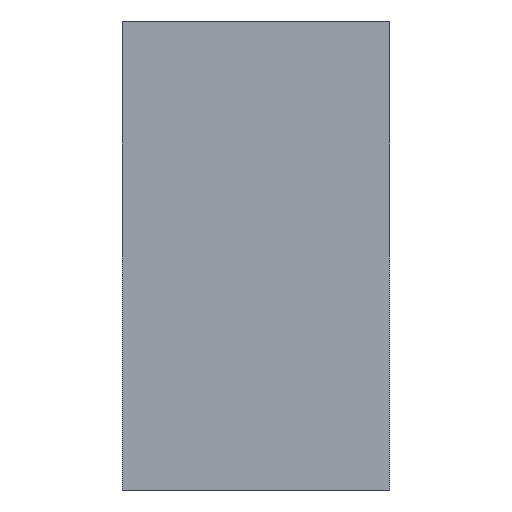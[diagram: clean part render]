
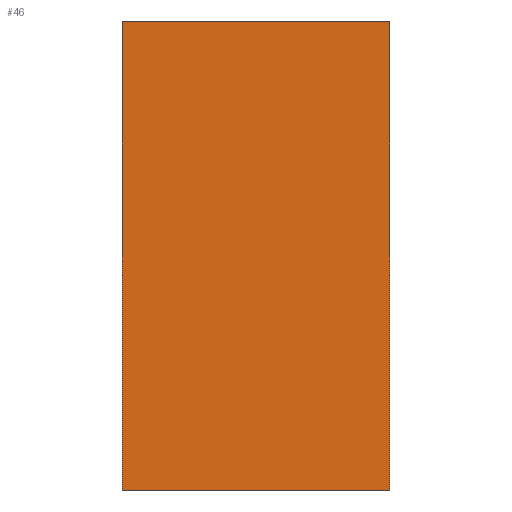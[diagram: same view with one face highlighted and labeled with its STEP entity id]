
A CAD part, left-side view. The second image highlights one B-rep face of the part: STEP entity #46.
In plain terms, the highlighted planar face has unit normal (-1, 0, 0).
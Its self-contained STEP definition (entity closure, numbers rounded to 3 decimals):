
#46 = ADVANCED_FACE( '', ( #99 ), #100, .F. );
#99 = FACE_OUTER_BOUND( '', #148, .T. );
#100 = PLANE( '', #149 );
#148 = EDGE_LOOP( '', ( #215, #216, #217, #218 ) );
#149 = AXIS2_PLACEMENT_3D( '', #219, #220, #221 );
#215 = ORIENTED_EDGE( '', *, *, #256, .T. );
#216 = ORIENTED_EDGE( '', *, *, #268, .F. );
#217 = ORIENTED_EDGE( '', *, *, #265, .F. );
#218 = ORIENTED_EDGE( '', *, *, #260, .T. );
#219 = CARTESIAN_POINT( '', ( -148., 16., 56. ) );
#220 = DIRECTION( '', ( 1., 0., 0. ) );
#221 = DIRECTION( '', ( 0., 0., -1. ) );
#256 = EDGE_CURVE( '', #293, #295, #297, .T. );
#260 = EDGE_CURVE( '', #302, #293, #303, .T. );
#265 = EDGE_CURVE( '', #302, #310, #311, .T. );
#268 = EDGE_CURVE( '', #310, #295, #314, .T. );
#293 = VERTEX_POINT( '', #343 );
#295 = VERTEX_POINT( '', #346 );
#297 = LINE( '', #349, #350 );
#302 = VERTEX_POINT( '', #355 );
#303 = LINE( '', #356, #357 );
#310 = VERTEX_POINT( '', #365 );
#311 = LINE( '', #366, #367 );
#314 = LINE( '', #371, #372 );
#343 = CARTESIAN_POINT( '', ( -148., 16., 0. ) );
#346 = CARTESIAN_POINT( '', ( -148., -16., 0. ) );
#349 = CARTESIAN_POINT( '', ( -148., 16., 0. ) );
#350 = VECTOR( '', #397, 1000. );
#355 = CARTESIAN_POINT( '', ( -148., 16., 56. ) );
#356 = CARTESIAN_POINT( '', ( -148., 16., 56. ) );
#357 = VECTOR( '', #401, 1000. );
#365 = CARTESIAN_POINT( '', ( -148., -16., 56. ) );
#366 = CARTESIAN_POINT( '', ( -148., 16., 56. ) );
#367 = VECTOR( '', #409, 1000. );
#371 = CARTESIAN_POINT( '', ( -148., -16., 56. ) );
#372 = VECTOR( '', #411, 1000. );
#397 = DIRECTION( '', ( 0., -1., 0. ) );
#401 = DIRECTION( '', ( 0., 0., -1. ) );
#409 = DIRECTION( '', ( 0., -1., 0. ) );
#411 = DIRECTION( '', ( 0., 0., -1. ) );
